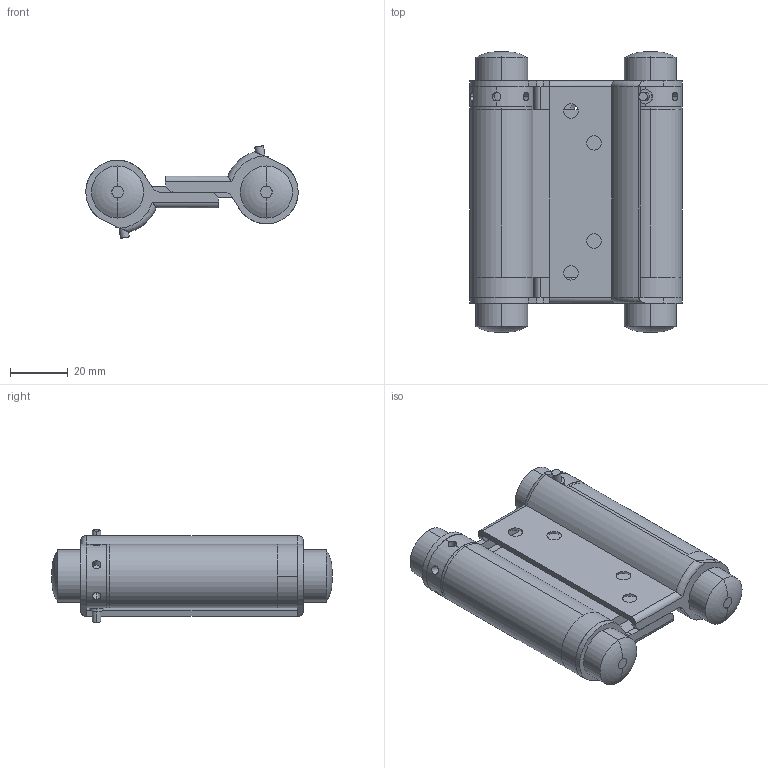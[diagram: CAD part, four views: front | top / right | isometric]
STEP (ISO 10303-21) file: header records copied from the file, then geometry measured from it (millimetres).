
FILE_DESCRIPTION (( 'STEP AP203' ), '1' );
FILE_NAME ('B-1118-4.STEP', '2009-08-07T01:58:46', ( ' ' ), ( ' ' ), 'SwSTEP 2.0', 'SolidWorks 2007', '' );
FILE_SCHEMA (( 'CONFIG_CONTROL_DESIGN' ));
Length unit declared in the file: millimetre
Products named in the file (8): B-1118-4杮懱__棉太倌; B-1118-4僸儞僕__棉太倌; B-1118-4僗僩僢僷乕__棉太倌; B-1118-4; B-1118-4僇儔乕A__棉太倌; B-1118-4儚僢僔儍乕__棉太倌; B-1118-4僇儔乕B__棉太倌; B-1118-4僔儍僼僩__棉太倌
Assembly tree (13 placements, depth 2):
  B-1118-4
    B-1118-4僇儔乕A__棉太倌  x2
    B-1118-4僗僩僢僷乕__棉太倌  x2
    B-1118-4儚僢僔儍乕__棉太倌  x2
    B-1118-4僔儍僼僩__棉太倌  x2
    B-1118-4僸儞僕__棉太倌  x2
    B-1118-4僇儔乕B__棉太倌  x2
    B-1118-4杮懱__棉太倌
Bounding box: 73.5 x 97 x 32.07 mm (x, y, z)
Volume: 85591.2 mm3; surface area: 48792.2 mm2
Topology: 13 solids, 13 shells, 200 faces, 502 edges, 328 vertices
Faces by surface type: cylinder 112, plane 60, cone 16, torus 12
Entity records: 4929 total; most frequent: CARTESIAN_POINT 1214, DIRECTION 601, ORIENTED_EDGE 538, EDGE_CURVE 269, AXIS2_PLACEMENT_3D 245, VERTEX_POINT 176, EDGE_LOOP 141, CIRCLE 122
